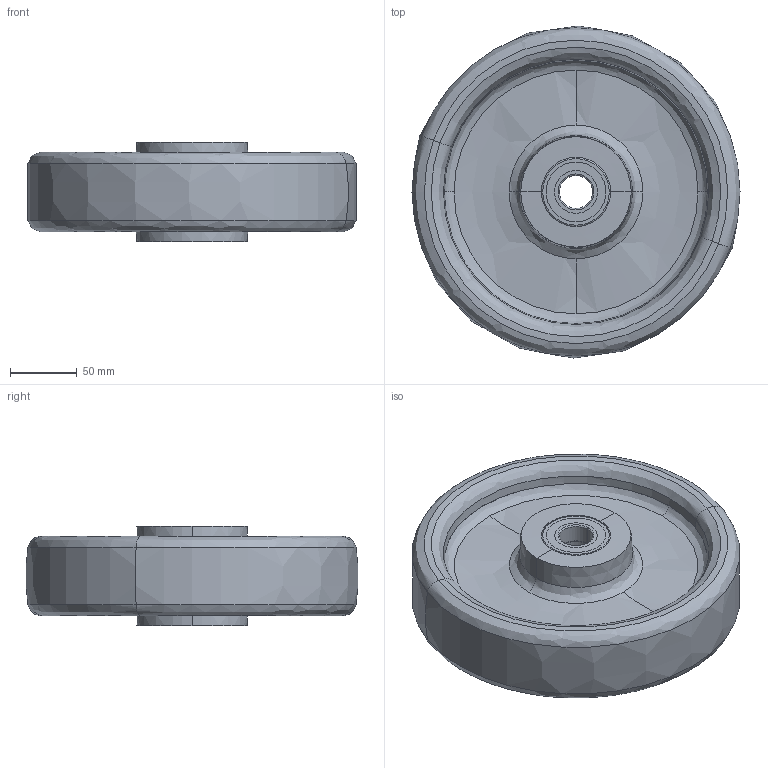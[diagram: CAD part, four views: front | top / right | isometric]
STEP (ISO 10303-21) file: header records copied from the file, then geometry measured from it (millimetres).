
FILE_DESCRIPTION (( 'STEP AP214' ), '1' );
FILE_NAME ('0016967.step', '2022-05-19T08:09:13', ( '' ), ( '' ), 'SwSTEP 2.0', 'SolidWorks 2020', '' );
FILE_SCHEMA (( 'AUTOMOTIVE_DESIGN' ));
Length unit declared in the file: millimetre
Products named in the file (1): 0016967
Bounding box: 246.68 x 249.59 x 75.1 mm (x, y, z)
Volume: 1830301.2 mm3; surface area: 360233.7 mm2
Topology: 13 solids, 13 shells, 329 faces, 803 edges, 494 vertices
Faces by surface type: plane 98, cylinder 92, bspline 87, torus 36, cone 16
Entity records: 16651 total; most frequent: CARTESIAN_POINT 5429, ORIENTED_EDGE 1606, DIRECTION 1586, EDGE_CURVE 803, AXIS2_PLACEMENT_3D 679, VERTEX_POINT 494, CIRCLE 436, EDGE_LOOP 373
